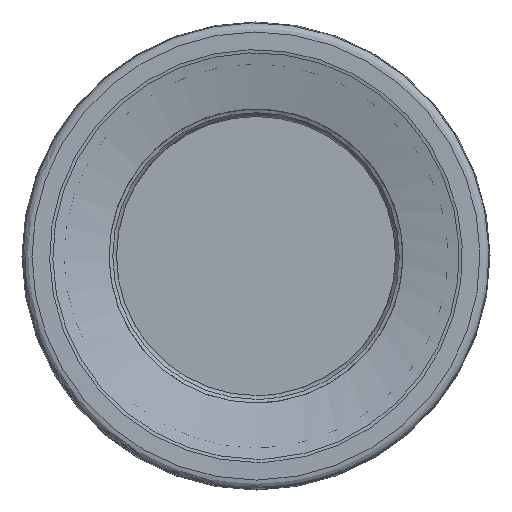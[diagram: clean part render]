
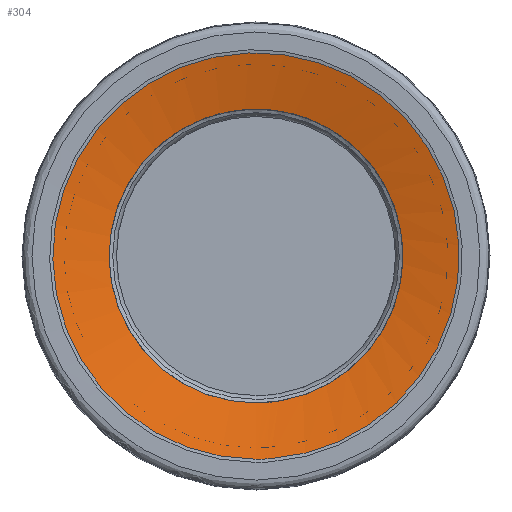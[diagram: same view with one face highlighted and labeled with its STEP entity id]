
A CAD part, left-side view. The second image highlights one B-rep face of the part: STEP entity #304.
In plain terms, the highlighted face is a revolution surface.
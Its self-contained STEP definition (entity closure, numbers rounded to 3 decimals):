
#42=SURFACE_OF_REVOLUTION('',#64,#56);
#56=AXIS1_PLACEMENT('',#792,#689);
#64=LINE('',#791,#72);
#72=VECTOR('',#688,2.565);
#272=FACE_BOUND('',#365,.T.);
#273=FACE_BOUND('',#366,.T.);
#304=ADVANCED_FACE('',(#272,#273),#42,.T.);
#365=EDGE_LOOP('',(#423));
#366=EDGE_LOOP('',(#424));
#423=ORIENTED_EDGE('',*,*,#484,.F.);
#424=ORIENTED_EDGE('',*,*,#483,.T.);
#454=VERTEX_POINT('',#786);
#455=VERTEX_POINT('',#790);
#483=EDGE_CURVE('',#454,#454,#512,.T.);
#484=EDGE_CURVE('',#455,#455,#513,.T.);
#512=CIRCLE('',#563,6.301);
#513=CIRCLE('',#565,8.714);
#563=AXIS2_PLACEMENT_3D('',#785,#681,#682);
#565=AXIS2_PLACEMENT_3D('',#789,#686,#687);
#681=DIRECTION('',(1.,0.,0.));
#682=DIRECTION('',(0.,0.,-1.));
#686=DIRECTION('',(1.,0.,0.));
#687=DIRECTION('',(0.,0.,-1.));
#688=DIRECTION('',(-0.237,-0.955,-0.177));
#689=DIRECTION('',(1.,0.,0.));
#785=CARTESIAN_POINT('',(0.658,0.,0.));
#786=CARTESIAN_POINT('',(0.658,0.,-6.301));
#789=CARTESIAN_POINT('',(0.05,0.,0.));
#790=CARTESIAN_POINT('',(0.05,0.,-8.714));
#791=CARTESIAN_POINT('',(0.658,-6.26,0.714));
#792=CARTESIAN_POINT('',(0.,0.,0.));
